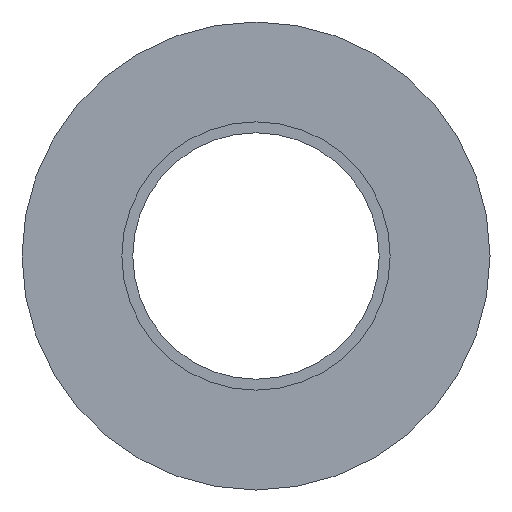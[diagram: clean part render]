
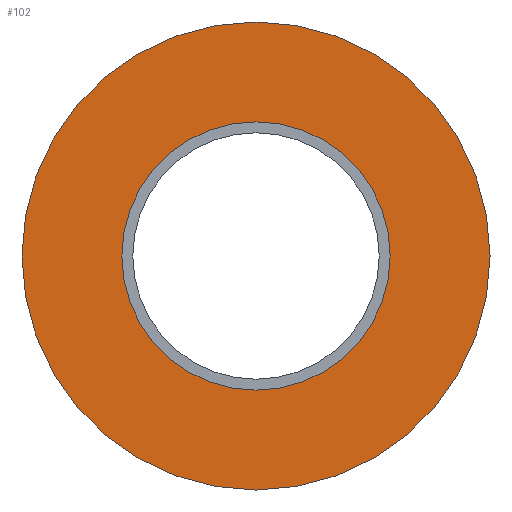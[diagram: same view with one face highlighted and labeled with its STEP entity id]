
A CAD part, left-side view. The second image highlights one B-rep face of the part: STEP entity #102.
In plain terms, the highlighted planar face has unit normal (-1, 0, 0).
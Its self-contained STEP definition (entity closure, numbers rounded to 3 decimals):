
#17=PLANE('',#120);
#29=FACE_BOUND('',#53,.T.);
#37=FACE_OUTER_BOUND('',#52,.T.);
#52=EDGE_LOOP('',(#92));
#53=EDGE_LOOP('',(#93));
#57=CIRCLE('',#110,8.6);
#61=CIRCLE('',#119,15.);
#65=VERTEX_POINT('',#164);
#69=VERTEX_POINT('',#177);
#73=EDGE_CURVE('',#65,#65,#57,.T.);
#77=EDGE_CURVE('',#69,#69,#61,.T.);
#92=ORIENTED_EDGE('',*,*,#77,.T.);
#93=ORIENTED_EDGE('',*,*,#73,.T.);
#102=ADVANCED_FACE('',(#37,#29),#17,.F.);
#110=AXIS2_PLACEMENT_3D('',#165,#133,#134);
#119=AXIS2_PLACEMENT_3D('',#178,#151,#152);
#120=AXIS2_PLACEMENT_3D('',#179,#153,#154);
#133=DIRECTION('center_axis',(1.,0.,0.));
#134=DIRECTION('ref_axis',(0.,0.,-1.));
#151=DIRECTION('center_axis',(-1.,0.,0.));
#152=DIRECTION('ref_axis',(0.,-1.,0.));
#153=DIRECTION('center_axis',(1.,0.,0.));
#154=DIRECTION('ref_axis',(0.,0.,-1.));
#164=CARTESIAN_POINT('',(0.,0.,8.6));
#165=CARTESIAN_POINT('Origin',(0.,0.,0.));
#177=CARTESIAN_POINT('',(0.,15.,0.));
#178=CARTESIAN_POINT('Origin',(0.,0.,0.));
#179=CARTESIAN_POINT('Origin',(0.,0.,0.));
